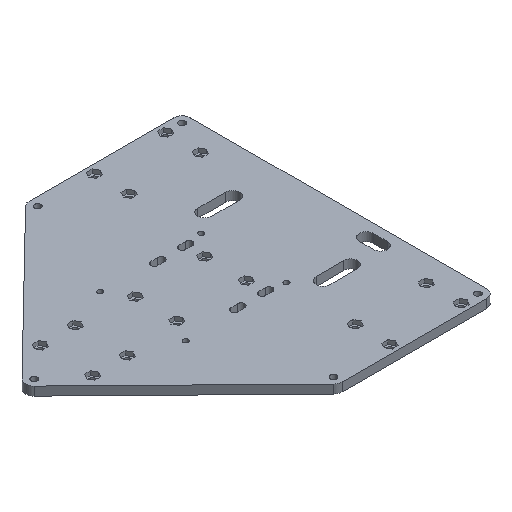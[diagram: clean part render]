
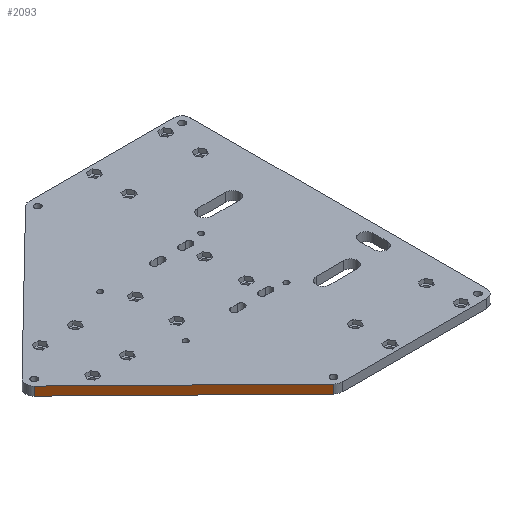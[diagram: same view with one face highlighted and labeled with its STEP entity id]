
A CAD part, isometric view. The second image highlights one B-rep face of the part: STEP entity #2093.
In plain terms, the highlighted planar face has unit normal (-0.699, -0.715, 0).
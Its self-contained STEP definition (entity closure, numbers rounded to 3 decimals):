
#63 = VERTEX_POINT('',#64);
#64 = CARTESIAN_POINT('',(-143.493,-3.577,20.));
#71 = EDGE_CURVE('',#72,#63,#74,.T.);
#72 = VERTEX_POINT('',#73);
#73 = CARTESIAN_POINT('',(-143.493,-3.577,15.));
#74 = LINE('',#75,#76);
#75 = CARTESIAN_POINT('',(-143.493,-3.577,15.));
#76 = VECTOR('',#77,1.);
#77 = DIRECTION('',(0.,0.,1.));
#129 = EDGE_CURVE('',#130,#72,#132,.T.);
#130 = VERTEX_POINT('',#131);
#131 = CARTESIAN_POINT('',(-56.457,-88.577,15.));
#132 = LINE('',#133,#134);
#133 = CARTESIAN_POINT('',(-56.457,-88.577,15.));
#134 = VECTOR('',#135,1.);
#135 = DIRECTION('',(-0.715,0.699,0.));
#880 = EDGE_CURVE('',#881,#63,#883,.T.);
#881 = VERTEX_POINT('',#882);
#882 = CARTESIAN_POINT('',(-56.457,-88.577,20.));
#883 = LINE('',#884,#885);
#884 = CARTESIAN_POINT('',(-56.457,-88.577,20.));
#885 = VECTOR('',#886,1.);
#886 = DIRECTION('',(-0.715,0.699,0.));
#2093 = ADVANCED_FACE('',(#2094),#2105,.T.);
#2094 = FACE_BOUND('',#2095,.T.);
#2095 = EDGE_LOOP('',(#2096,#2102,#2103,#2104));
#2096 = ORIENTED_EDGE('',*,*,#2097,.T.);
#2097 = EDGE_CURVE('',#130,#881,#2098,.T.);
#2098 = LINE('',#2099,#2100);
#2099 = CARTESIAN_POINT('',(-56.457,-88.577,15.));
#2100 = VECTOR('',#2101,1.);
#2101 = DIRECTION('',(0.,0.,1.));
#2102 = ORIENTED_EDGE('',*,*,#880,.T.);
#2103 = ORIENTED_EDGE('',*,*,#71,.F.);
#2104 = ORIENTED_EDGE('',*,*,#129,.F.);
#2105 = PLANE('',#2106);
#2106 = AXIS2_PLACEMENT_3D('',#2107,#2108,#2109);
#2107 = CARTESIAN_POINT('',(-56.457,-88.577,15.));
#2108 = DIRECTION('',(-0.699,-0.715,0.));
#2109 = DIRECTION('',(-0.715,0.699,0.));
